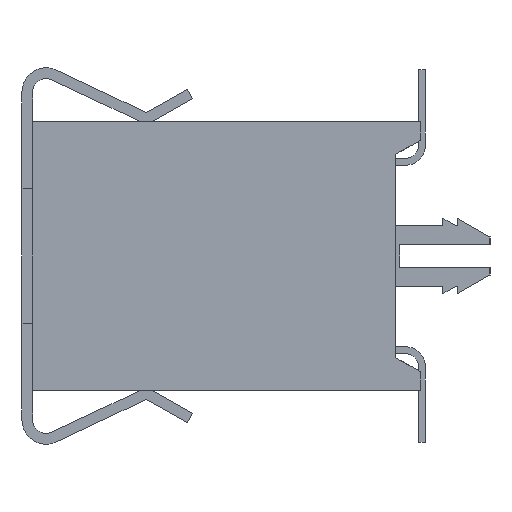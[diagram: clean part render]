
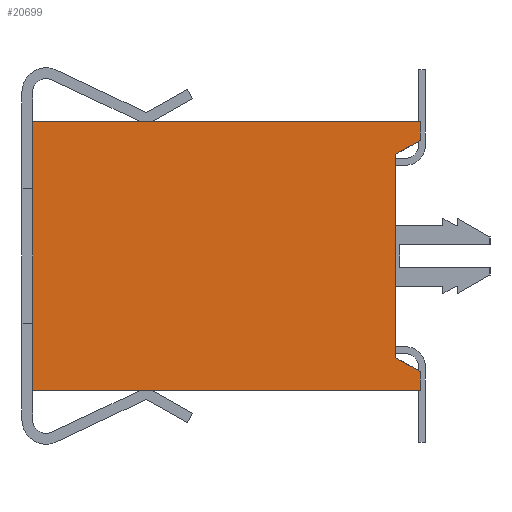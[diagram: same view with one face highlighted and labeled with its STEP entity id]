
A CAD part, left-side view. The second image highlights one B-rep face of the part: STEP entity #20699.
In plain terms, the highlighted planar face has unit normal (-1, 0, 0).
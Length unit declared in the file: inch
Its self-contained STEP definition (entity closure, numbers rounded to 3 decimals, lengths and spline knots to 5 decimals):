
#1112=ORIENTED_EDGE('',*,*,#7016,.F.);
#1113=ORIENTED_EDGE('',*,*,#6502,.T.);
#1114=ORIENTED_EDGE('',*,*,#6734,.F.);
#1115=ORIENTED_EDGE('',*,*,#7160,.F.);
#1116=ORIENTED_EDGE('',*,*,#6728,.T.);
#1117=ORIENTED_EDGE('',*,*,#6586,.T.);
#1118=ORIENTED_EDGE('',*,*,#7159,.F.);
#1119=ORIENTED_EDGE('',*,*,#7161,.F.);
#6502=EDGE_CURVE('',#9569,#9568,#11612,.T.);
#6586=EDGE_CURVE('',#9653,#9652,#11696,.T.);
#6728=EDGE_CURVE('',#9774,#9653,#11838,.T.);
#6734=EDGE_CURVE('',#9778,#9568,#11844,.T.);
#7016=EDGE_CURVE('',#9569,#10019,#12126,.T.);
#7159=EDGE_CURVE('',#10141,#9652,#12269,.T.);
#7160=EDGE_CURVE('',#9774,#9778,#12270,.T.);
#7161=EDGE_CURVE('',#10019,#10141,#12271,.T.);
#9568=VERTEX_POINT('',#28335);
#9569=VERTEX_POINT('',#28337);
#9652=VERTEX_POINT('',#28524);
#9653=VERTEX_POINT('',#28526);
#9774=VERTEX_POINT('',#28790);
#9778=VERTEX_POINT('',#28800);
#10019=VERTEX_POINT('',#29363);
#10141=VERTEX_POINT('',#29670);
#11612=LINE('',#28336,#14510);
#11696=LINE('',#28525,#14594);
#11838=LINE('',#28789,#14736);
#11844=LINE('',#28801,#14742);
#12126=LINE('',#29365,#15024);
#12269=LINE('',#29671,#15167);
#12270=LINE('',#29673,#15168);
#12271=LINE('',#29674,#15169);
#14510=VECTOR('',#22971,39.37008);
#14594=VECTOR('',#23097,39.37008);
#14736=VECTOR('',#23241,39.37008);
#14742=VECTOR('',#23249,39.37008);
#15024=VECTOR('',#23613,39.37008);
#15167=VECTOR('',#23838,39.37008);
#15168=VECTOR('',#23841,39.37008);
#15169=VECTOR('',#23842,39.37008);
#17452=EDGE_LOOP('',(#1112,#1113,#1114,#1115,#1116,#1117,#1118,#1119));
#18602=FACE_BOUND('',#17452,.T.);
#19752=PLANE('',#21769);
#20699=ADVANCED_FACE('',(#18602),#19752,.F.);
#21769=AXIS2_PLACEMENT_3D('',#29672,#23839,#23840);
#22971=DIRECTION('',(0.,0.,1.));
#23097=DIRECTION('',(0.,0.,1.));
#23241=DIRECTION('',(0.,-1.,0.));
#23249=DIRECTION('',(0.,-1.,0.));
#23613=DIRECTION('',(0.,0.866,-0.5));
#23838=DIRECTION('',(0.,-0.866,-0.5));
#23839=DIRECTION('',(1.,0.,0.));
#23840=DIRECTION('',(0.,0.,-1.));
#23841=DIRECTION('',(0.,0.,1.));
#23842=DIRECTION('',(0.,0.,-1.));
#28335=CARTESIAN_POINT('',(-1.,0.,0.1));
#28336=CARTESIAN_POINT('',(-1.,0.,-0.1));
#28337=CARTESIAN_POINT('',(-1.,0.,0.086));
#28524=CARTESIAN_POINT('',(-1.,0.,-0.086));
#28525=CARTESIAN_POINT('',(-1.,0.,-0.1));
#28526=CARTESIAN_POINT('',(-1.,0.,-0.1));
#28789=CARTESIAN_POINT('',(-1.,0.288,-0.1));
#28790=CARTESIAN_POINT('',(-1.,0.288,-0.1));
#28800=CARTESIAN_POINT('',(-1.,0.288,0.1));
#28801=CARTESIAN_POINT('',(-1.,0.288,0.1));
#29363=CARTESIAN_POINT('',(-1.,0.018,0.07561));
#29365=CARTESIAN_POINT('',(-1.,0.29654,-0.08521));
#29670=CARTESIAN_POINT('',(-1.,0.018,-0.07561));
#29671=CARTESIAN_POINT('',(-1.,0.20994,0.03521));
#29672=CARTESIAN_POINT('',(-1.,0.288,-0.1));
#29673=CARTESIAN_POINT('',(-1.,0.288,-0.1));
#29674=CARTESIAN_POINT('',(-1.,0.018,-0.1));
